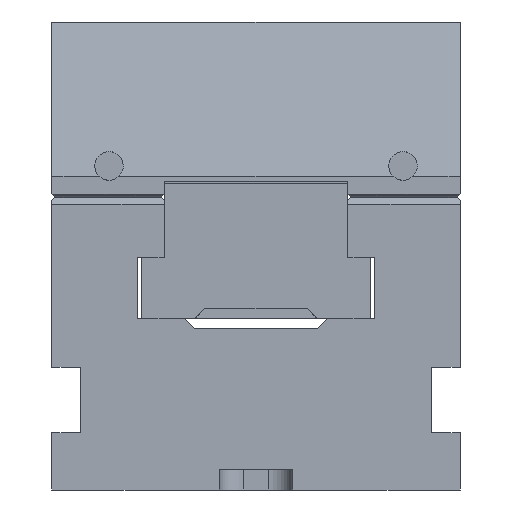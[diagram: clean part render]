
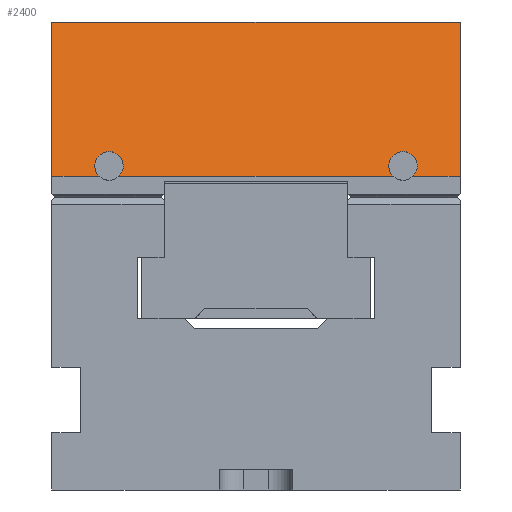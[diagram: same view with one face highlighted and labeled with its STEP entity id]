
A CAD part, front view. The second image highlights one B-rep face of the part: STEP entity #2400.
In plain terms, the highlighted face is planar.
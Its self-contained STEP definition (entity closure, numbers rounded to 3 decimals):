
#2400 = ADVANCED_FACE( '', ( #6256 ), #6257, .F. );
#6256 = FACE_OUTER_BOUND( '', #11879, .T. );
#6257 = PLANE( '', #11880 );
#11879 = EDGE_LOOP( '', ( #18142, #18143, #18144, #18145, #18146, #18147, #18148, #18149 ) );
#11880 = AXIS2_PLACEMENT_3D( '', #18150, #18151, #18152 );
#18142 = ORIENTED_EDGE( '', *, *, #34455, .T. );
#18143 = ORIENTED_EDGE( '', *, *, #33831, .T. );
#18144 = ORIENTED_EDGE( '', *, *, #34456, .T. );
#18145 = ORIENTED_EDGE( '', *, *, #34457, .T. );
#18146 = ORIENTED_EDGE( '', *, *, #34458, .F. );
#18147 = ORIENTED_EDGE( '', *, *, #34459, .F. );
#18148 = ORIENTED_EDGE( '', *, *, #34460, .T. );
#18149 = ORIENTED_EDGE( '', *, *, #34461, .T. );
#18150 = CARTESIAN_POINT( '', ( 49.975, 13.866, 43. ) );
#18151 = DIRECTION( '', ( 0., -0.966, -0.259 ) );
#18152 = DIRECTION( '', ( 0., 0.259, -0.966 ) );
#33831 = EDGE_CURVE( '', #40552, #40553, #40554, .T. );
#34455 = EDGE_CURVE( '', #41667, #40552, #41668, .T. );
#34456 = EDGE_CURVE( '', #40553, #41669, #41670, .T. );
#34457 = EDGE_CURVE( '', #41669, #41671, #41672, .T. );
#34458 = EDGE_CURVE( '', #41673, #41671, #41674, .T. );
#34459 = EDGE_CURVE( '', #41675, #41673, #41676, .T. );
#34460 = EDGE_CURVE( '', #41675, #41677, #41678, .T. );
#34461 = EDGE_CURVE( '', #41677, #41667, #41679, .T. );
#40552 = VERTEX_POINT( '', #50562 );
#40553 = VERTEX_POINT( '', #50563 );
#40554 = ELLIPSE( '', #50564, 3.623, 3.5 );
#41667 = VERTEX_POINT( '', #52131 );
#41668 = LINE( '', #52132, #52133 );
#41669 = VERTEX_POINT( '', #52134 );
#41670 = LINE( '', #52135, #52136 );
#41671 = VERTEX_POINT( '', #52137 );
#41672 = LINE( '', #52138, #52139 );
#41673 = VERTEX_POINT( '', #52140 );
#41674 = LINE( '', #52141, #52142 );
#41675 = VERTEX_POINT( '', #52143 );
#41676 = LINE( '', #52144, #52145 );
#41677 = VERTEX_POINT( '', #52146 );
#41678 = LINE( '', #52147, #52148 );
#41679 = ELLIPSE( '', #52149, 3.623, 3.5 );
#50562 = CARTESIAN_POINT( '', ( -33.624, 24., 5.18 ) );
#50563 = CARTESIAN_POINT( '', ( -38.376, 24., 5.18 ) );
#50564 = AXIS2_PLACEMENT_3D( '', #64918, #64919, #64920 );
#52131 = CARTESIAN_POINT( '', ( 33.624, 24., 5.18 ) );
#52132 = CARTESIAN_POINT( '', ( 49.975, 24., 5.18 ) );
#52133 = VECTOR( '', #65498, 1000. );
#52134 = CARTESIAN_POINT( '', ( -49.975, 24., 5.18 ) );
#52135 = CARTESIAN_POINT( '', ( 49.975, 24., 5.18 ) );
#52136 = VECTOR( '', #65499, 1000. );
#52137 = CARTESIAN_POINT( '', ( -49.975, 13.866, 43. ) );
#52138 = CARTESIAN_POINT( '', ( -49.975, 13.866, 43. ) );
#52139 = VECTOR( '', #65500, 1000. );
#52140 = CARTESIAN_POINT( '', ( 49.975, 13.866, 43. ) );
#52141 = CARTESIAN_POINT( '', ( 49.975, 13.866, 43. ) );
#52142 = VECTOR( '', #65501, 1000. );
#52143 = CARTESIAN_POINT( '', ( 49.975, 24., 5.18 ) );
#52144 = CARTESIAN_POINT( '', ( 49.975, 13.866, 43. ) );
#52145 = VECTOR( '', #65502, 1000. );
#52146 = CARTESIAN_POINT( '', ( 38.376, 24., 5.18 ) );
#52147 = CARTESIAN_POINT( '', ( 49.975, 24., 5.18 ) );
#52148 = VECTOR( '', #65503, 1000. );
#52149 = AXIS2_PLACEMENT_3D( '', #65504, #65505, #65506 );
#64918 = CARTESIAN_POINT( '', ( -36., 23.311, 7.75 ) );
#64919 = DIRECTION( '', ( 0., -0.966, -0.259 ) );
#64920 = DIRECTION( '', ( 0., 0.259, -0.966 ) );
#65498 = DIRECTION( '', ( -1., 0., 0. ) );
#65499 = DIRECTION( '', ( -1., 0., 0. ) );
#65500 = DIRECTION( '', ( 0., -0.259, 0.966 ) );
#65501 = DIRECTION( '', ( -1., 0., 0. ) );
#65502 = DIRECTION( '', ( 0., -0.259, 0.966 ) );
#65503 = DIRECTION( '', ( -1., 0., 0. ) );
#65504 = CARTESIAN_POINT( '', ( 36., 23.311, 7.75 ) );
#65505 = DIRECTION( '', ( 0., -0.966, -0.259 ) );
#65506 = DIRECTION( '', ( 0., 0.259, -0.966 ) );
